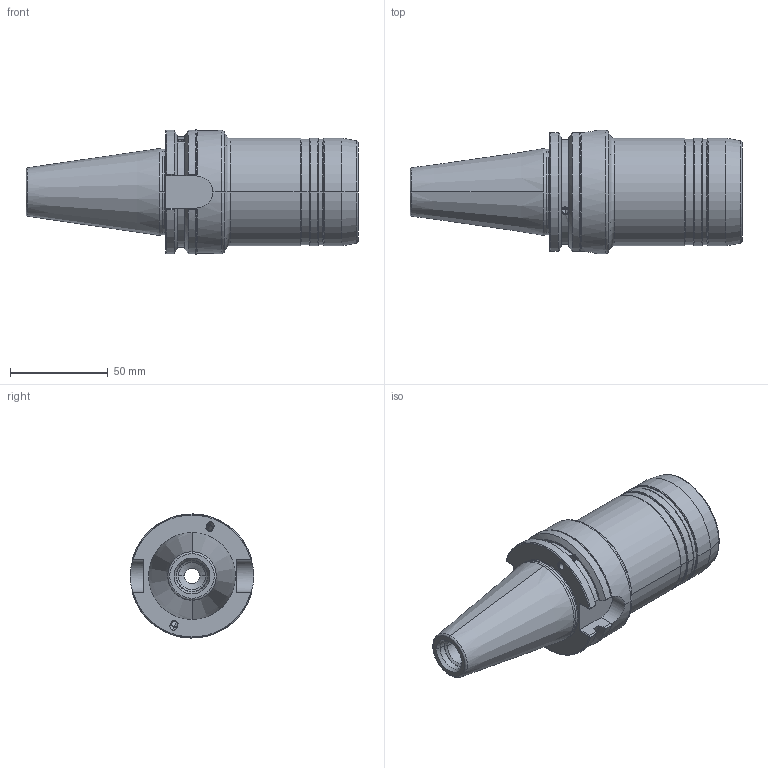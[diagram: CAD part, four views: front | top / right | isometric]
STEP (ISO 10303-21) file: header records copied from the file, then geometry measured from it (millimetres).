
FILE_DESCRIPTION((''),'2;1');
FILE_NAME('WK030','2019-04-11T17:57:00',('KKK'),(''),'CREO PARAMETRIC BY PTC INC, 2018100','CREO PARAMETRIC BY PTC INC, 2018100','');
FILE_SCHEMA(('CONFIG_CONTROL_DESIGN'));
Length unit declared in the file: millimetre
Products named in the file (1): WK030
Bounding box: 169.85 x 63 x 63.48 mm (x, y, z)
Volume: 270678.9 mm3; surface area: 44239.6 mm2
Topology: 1 solids, 7 shells, 205 faces, 522 edges, 323 vertices
Faces by surface type: cylinder 76, plane 55, cone 36, torus 34, bspline 4
Entity records: 6714 total; most frequent: CARTESIAN_POINT 1792, DIRECTION 1042, ORIENTED_EDGE 988, EDGE_CURVE 516, AXIS2_PLACEMENT_3D 422, VERTEX_POINT 323, EDGE_LOOP 225, CIRCLE 220
